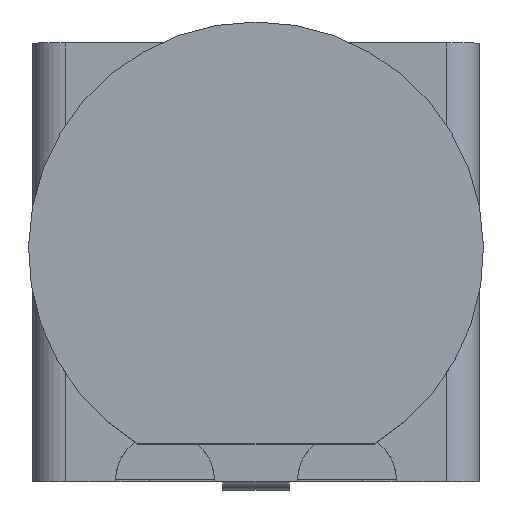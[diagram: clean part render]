
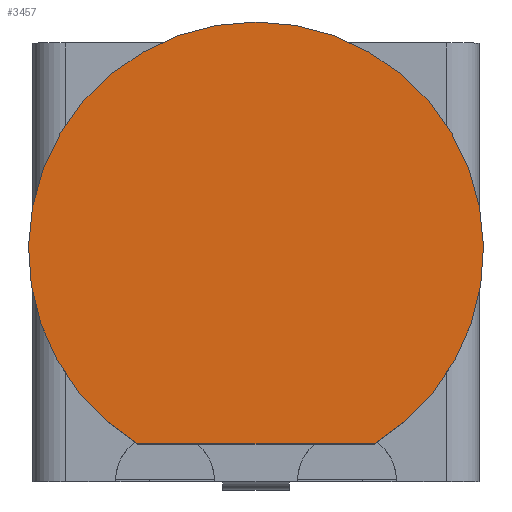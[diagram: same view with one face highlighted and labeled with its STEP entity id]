
A CAD part, top view. The second image highlights one B-rep face of the part: STEP entity #3457.
In plain terms, the highlighted planar face has unit normal (0, 0, 1).
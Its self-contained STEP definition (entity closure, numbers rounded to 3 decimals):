
#100=CIRCLE('',#3617,1.375);
#259=FACE_OUTER_BOUND('',#435,.T.);
#435=EDGE_LOOP('',(#2861,#2862));
#674=LINE('',#5169,#1092);
#1092=VECTOR('',#4165,1.);
#1496=VERTEX_POINT('',#5163);
#1497=VERTEX_POINT('',#5165);
#1874=EDGE_CURVE('',#1496,#1497,#100,.T.);
#1876=EDGE_CURVE('',#1497,#1496,#674,.T.);
#2861=ORIENTED_EDGE('',*,*,#1876,.F.);
#2862=ORIENTED_EDGE('',*,*,#1874,.F.);
#3231=PLANE('',#3716);
#3457=ADVANCED_FACE('',(#259),#3231,.T.);
#3617=AXIS2_PLACEMENT_3D('',#5166,#4160,#4161);
#3716=AXIS2_PLACEMENT_3D('',#5533,#4518,#4519);
#4160=DIRECTION('center_axis',(0.,0.,-1.));
#4161=DIRECTION('ref_axis',(-1.,0.,0.));
#4165=DIRECTION('',(-1.,0.,0.));
#4518=DIRECTION('center_axis',(0.,0.,1.));
#4519=DIRECTION('ref_axis',(1.,0.,0.));
#5163=CARTESIAN_POINT('',(-0.714,-1.1,2.));
#5165=CARTESIAN_POINT('',(0.714,-1.1,2.));
#5166=CARTESIAN_POINT('Origin',(0.,0.075,
2.));
#5169=CARTESIAN_POINT('',(-1.162,-1.1,2.));
#5533=CARTESIAN_POINT('Origin',(-1001.162,-999.925,2.));
